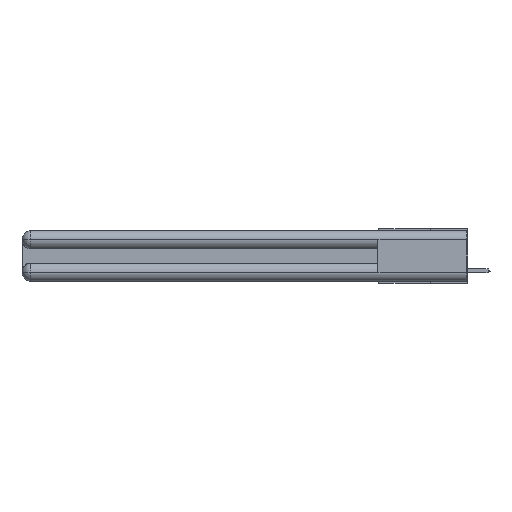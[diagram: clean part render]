
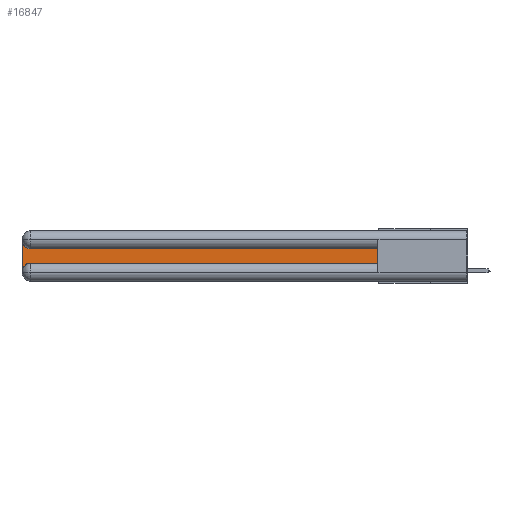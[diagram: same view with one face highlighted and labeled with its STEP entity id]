
A CAD part, left-side view. The second image highlights one B-rep face of the part: STEP entity #16847.
In plain terms, the highlighted planar face has unit normal (-1, 0, 0).
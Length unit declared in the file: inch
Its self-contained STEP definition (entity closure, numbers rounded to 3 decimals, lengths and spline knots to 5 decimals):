
#405 = CARTESIAN_POINT ( 'NONE',  ( 0.075, 2.94, -0.1225 ) ) ;
#1173 = VECTOR ( 'NONE', #14183, 39.37008 ) ;
#1196 = DIRECTION ( 'NONE',  ( 0., 0., -1. ) ) ;
#1887 = EDGE_CURVE ( 'NONE', #17161, #29263, #16112, .T. ) ;
#2541 = CARTESIAN_POINT ( 'NONE',  ( 0.075, 0.6, -0.2175 ) ) ;
#2971 = CARTESIAN_POINT ( 'NONE',  ( 0.075, 0.6, -0.1225 ) ) ;
#3494 = ORIENTED_EDGE ( 'NONE', *, *, #11754, .T. ) ;
#3643 = EDGE_CURVE ( 'NONE', #29263, #18507, #11889, .T. ) ;
#3696 = DIRECTION ( 'NONE',  ( 1., 0., 0. ) ) ;
#5550 = ORIENTED_EDGE ( 'NONE', *, *, #3643, .T. ) ;
#6134 = AXIS2_PLACEMENT_3D ( 'NONE', #14476, #19022, #7271 ) ;
#6290 = ORIENTED_EDGE ( 'NONE', *, *, #19367, .T. ) ;
#7271 = DIRECTION ( 'NONE',  ( 0., 0., -1. ) ) ;
#7434 = DIRECTION ( 'NONE',  ( 0., 0., -1. ) ) ;
#7529 = AXIS2_PLACEMENT_3D ( 'NONE', #28647, #12227, #7434 ) ;
#8193 = EDGE_CURVE ( 'NONE', #8413, #24081, #11467, .T. ) ;
#8413 = VERTEX_POINT ( 'NONE', #29865 ) ;
#9452 = DIRECTION ( 'NONE',  ( 0., -1., 0. ) ) ;
#9801 = VECTOR ( 'NONE', #28873, 39.37008 ) ;
#11467 = CIRCLE ( 'NONE', #6134, 0.06 ) ;
#11669 = CARTESIAN_POINT ( 'NONE',  ( 0.075, 3., -0.2175 ) ) ;
#11754 = EDGE_CURVE ( 'NONE', #18507, #21822, #21683, .T. ) ;
#11807 = PLANE ( 'NONE',  #7529 ) ;
#11889 = LINE ( 'NONE', #20199, #18200 ) ;
#12050 = ORIENTED_EDGE ( 'NONE', *, *, #14840, .T. ) ;
#12227 = DIRECTION ( 'NONE',  ( 1., 0., 0. ) ) ;
#14183 = DIRECTION ( 'NONE',  ( 0., 0., -1. ) ) ;
#14476 = CARTESIAN_POINT ( 'NONE',  ( 0.075, 2.94, -0.2775 ) ) ;
#14840 = EDGE_CURVE ( 'NONE', #24081, #17161, #30233, .T. ) ;
#15626 = FACE_OUTER_BOUND ( 'NONE', #25524, .T. ) ;
#16112 = LINE ( 'NONE', #21847, #9801 ) ;
#16847 = ADVANCED_FACE ( 'NONE', ( #15626 ), #11807, .F. ) ;
#17161 = VERTEX_POINT ( 'NONE', #2541 ) ;
#18200 = VECTOR ( 'NONE', #27167, 39.37008 ) ;
#18395 = CARTESIAN_POINT ( 'NONE',  ( 0.075, 2.94, -0.2175 ) ) ;
#18507 = VERTEX_POINT ( 'NONE', #405 ) ;
#19022 = DIRECTION ( 'NONE',  ( 1., 0., 0. ) ) ;
#19367 = EDGE_CURVE ( 'NONE', #21822, #8413, #30556, .T. ) ;
#20199 = CARTESIAN_POINT ( 'NONE',  ( 0.075, 0.6, -0.1225 ) ) ;
#20642 = AXIS2_PLACEMENT_3D ( 'NONE', #22877, #3696, #1196 ) ;
#21145 = CARTESIAN_POINT ( 'NONE',  ( 0.075, 3., -0.0625 ) ) ;
#21683 = CIRCLE ( 'NONE', #20642, 0.06 ) ;
#21822 = VERTEX_POINT ( 'NONE', #21145 ) ;
#21847 = CARTESIAN_POINT ( 'NONE',  ( 0.075, 0.6, -0.2175 ) ) ;
#22114 = VECTOR ( 'NONE', #9452, 39.37008 ) ;
#22877 = CARTESIAN_POINT ( 'NONE',  ( 0.075, 2.94, -0.0625 ) ) ;
#24081 = VERTEX_POINT ( 'NONE', #18395 ) ;
#25524 = EDGE_LOOP ( 'NONE', ( #5550, #3494, #6290, #27596, #12050, #30417 ) ) ;
#27167 = DIRECTION ( 'NONE',  ( 0., 1., 0. ) ) ;
#27596 = ORIENTED_EDGE ( 'NONE', *, *, #8193, .T. ) ;
#28377 = CARTESIAN_POINT ( 'NONE',  ( 0.075, 0.6, -0.2175 ) ) ;
#28647 = CARTESIAN_POINT ( 'NONE',  ( 0.075, 3., -0.1225 ) ) ;
#28873 = DIRECTION ( 'NONE',  ( 0., 0., 1. ) ) ;
#29263 = VERTEX_POINT ( 'NONE', #2971 ) ;
#29865 = CARTESIAN_POINT ( 'NONE',  ( 0.075, 3., -0.2775 ) ) ;
#30233 = LINE ( 'NONE', #28377, #22114 ) ;
#30417 = ORIENTED_EDGE ( 'NONE', *, *, #1887, .T. ) ;
#30556 = LINE ( 'NONE', #11669, #1173 ) ;
